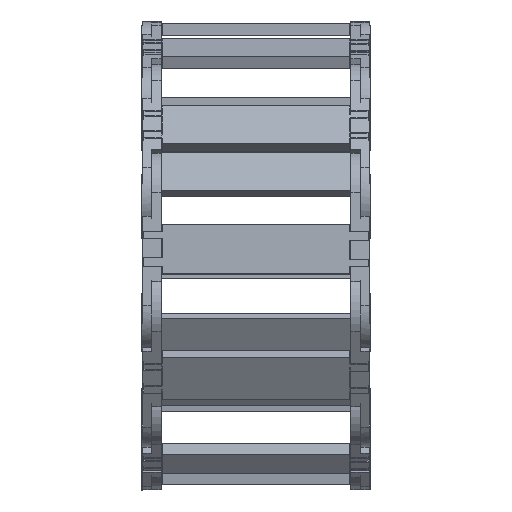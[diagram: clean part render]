
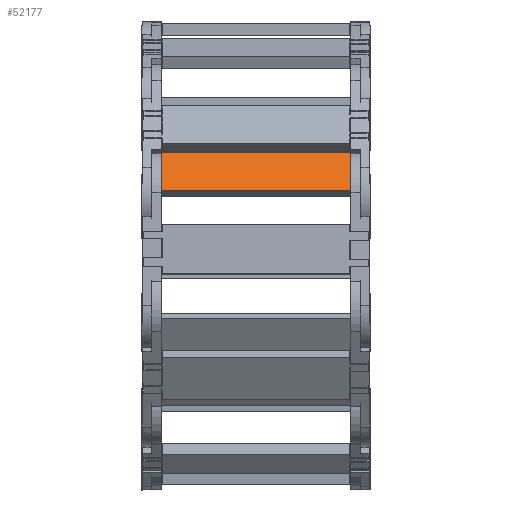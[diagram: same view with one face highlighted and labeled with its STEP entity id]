
A CAD part, left-side view. The second image highlights one B-rep face of the part: STEP entity #52177.
In plain terms, the highlighted planar face has unit normal (-0.773, 0, 0.634).
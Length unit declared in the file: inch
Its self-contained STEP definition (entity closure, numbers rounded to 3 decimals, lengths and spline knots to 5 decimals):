
#890 = ORIENTED_EDGE ( 'NONE', *, *, #25816, .T. ) ;
#1822 = CARTESIAN_POINT ( 'NONE',  ( -30.76816, 1.51583, 3.89643 ) ) ;
#2702 = EDGE_CURVE ( 'NONE', #65124, #49058, #16737, .T. ) ;
#10000 = FACE_OUTER_BOUND ( 'NONE', #41395, .T. ) ;
#11323 = ORIENTED_EDGE ( 'NONE', *, *, #14153, .F. ) ;
#12698 = ORIENTED_EDGE ( 'NONE', *, *, #75761, .F. ) ;
#13262 = ORIENTED_EDGE ( 'NONE', *, *, #2702, .T. ) ;
#13504 = LINE ( 'NONE', #1822, #72807 ) ;
#14153 = EDGE_CURVE ( 'NONE', #28120, #23834, #13504, .T. ) ;
#15833 = DIRECTION ( 'NONE',  ( 0.773, 0., -0.634 ) ) ;
#16737 = LINE ( 'NONE', #40434, #31101 ) ;
#23834 = VERTEX_POINT ( 'NONE', #24836 ) ;
#24245 = AXIS2_PLACEMENT_3D ( 'NONE', #57106, #15833, #68374 ) ;
#24836 = CARTESIAN_POINT ( 'NONE',  ( -30.76816, 3.0315, 3.89643 ) ) ;
#25557 = DIRECTION ( 'NONE',  ( 0., 1., 0. ) ) ;
#25816 = EDGE_CURVE ( 'NONE', #49058, #23834, #69571, .T. ) ;
#26530 = CARTESIAN_POINT ( 'NONE',  ( -30.2688, 3.0315, 4.50523 ) ) ;
#28120 = VERTEX_POINT ( 'NONE', #44285 ) ;
#28253 = PLANE ( 'NONE',  #24245 ) ;
#31101 = VECTOR ( 'NONE', #41880, 39.37008 ) ;
#35833 = VECTOR ( 'NONE', #68815, 39.37008 ) ;
#36360 = LINE ( 'NONE', #60129, #58718 ) ;
#40434 = CARTESIAN_POINT ( 'NONE',  ( -30.2688, 1.51583, 4.50523 ) ) ;
#41395 = EDGE_LOOP ( 'NONE', ( #890, #11323, #12698, #13262 ) ) ;
#41880 = DIRECTION ( 'NONE',  ( 0., 1., 0. ) ) ;
#44285 = CARTESIAN_POINT ( 'NONE',  ( -30.76816, 0.00012, 3.89643 ) ) ;
#49058 = VERTEX_POINT ( 'NONE', #26530 ) ;
#49185 = DIRECTION ( 'NONE',  ( -0.634, 0., -0.773 ) ) ;
#52177 = ADVANCED_FACE ( 'NONE', ( #10000 ), #28253, .F. ) ;
#53690 = CARTESIAN_POINT ( 'NONE',  ( -30.2688, 0.00012, 4.50523 ) ) ;
#57106 = CARTESIAN_POINT ( 'NONE',  ( -30.51848, 1.51583, 4.20083 ) ) ;
#58718 = VECTOR ( 'NONE', #49185, 39.37008 ) ;
#60129 = CARTESIAN_POINT ( 'NONE',  ( -30.51848, 0.00012, 4.20083 ) ) ;
#63359 = CARTESIAN_POINT ( 'NONE',  ( -30.51848, 3.0315, 4.20083 ) ) ;
#65124 = VERTEX_POINT ( 'NONE', #53690 ) ;
#68374 = DIRECTION ( 'NONE',  ( 0., -1., 0. ) ) ;
#68815 = DIRECTION ( 'NONE',  ( -0.634, 0., -0.773 ) ) ;
#69571 = LINE ( 'NONE', #63359, #35833 ) ;
#72807 = VECTOR ( 'NONE', #25557, 39.37008 ) ;
#75761 = EDGE_CURVE ( 'NONE', #65124, #28120, #36360, .T. ) ;
